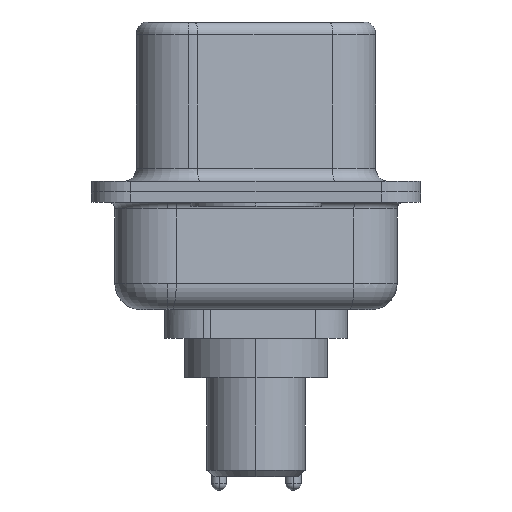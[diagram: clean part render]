
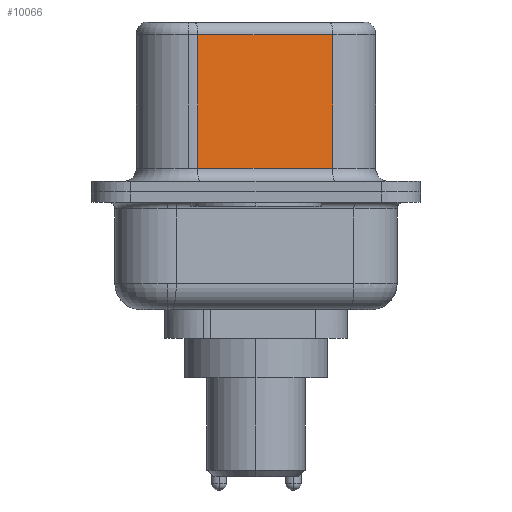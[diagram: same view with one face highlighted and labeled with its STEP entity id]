
A CAD part, left-side view. The second image highlights one B-rep face of the part: STEP entity #10066.
In plain terms, the highlighted planar face has unit normal (-0.985, -0.174, 0).
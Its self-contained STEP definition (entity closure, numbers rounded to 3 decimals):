
#1517 = VECTOR ( 'NONE', #1631, 1000. ) ;
#1631 = DIRECTION ( 'NONE',  ( 0.174, -0.985, 0. ) ) ;
#1816 = CARTESIAN_POINT ( 'NONE',  ( 3.675, 2.233, 0.9 ) ) ;
#2151 = CARTESIAN_POINT ( 'NONE',  ( 4.585, -2.927, 0.9 ) ) ;
#2287 = EDGE_CURVE ( 'NONE', #4609, #7863, #3224, .T. ) ;
#2325 = VECTOR ( 'NONE', #13033, 1000. ) ;
#2831 = FACE_OUTER_BOUND ( 'NONE', #12289, .T. ) ;
#2922 = ORIENTED_EDGE ( 'NONE', *, *, #9477, .T. ) ;
#3224 = LINE ( 'NONE', #14395, #5262 ) ;
#3501 = DIRECTION ( 'NONE',  ( 0.985, 0.174, 0. ) ) ;
#3811 = PLANE ( 'NONE',  #13426 ) ;
#4298 = EDGE_CURVE ( 'NONE', #4609, #12323, #10693, .T. ) ;
#4609 = VERTEX_POINT ( 'NONE', #5193 ) ;
#5193 = CARTESIAN_POINT ( 'NONE',  ( 4.585, -2.927, 6.02 ) ) ;
#5262 = VECTOR ( 'NONE', #11174, 1000. ) ;
#5280 = DIRECTION ( 'NONE',  ( -0.174, 0.985, 0. ) ) ;
#6189 = ORIENTED_EDGE ( 'NONE', *, *, #2287, .T. ) ;
#6203 = ORIENTED_EDGE ( 'NONE', *, *, #7528, .T. ) ;
#7528 = EDGE_CURVE ( 'NONE', #7863, #8110, #8637, .T. ) ;
#7604 = VECTOR ( 'NONE', #8354, 1000. ) ;
#7863 = VERTEX_POINT ( 'NONE', #13926 ) ;
#8110 = VERTEX_POINT ( 'NONE', #1816 ) ;
#8354 = DIRECTION ( 'NONE',  ( 0., 0., -1. ) ) ;
#8637 = LINE ( 'NONE', #12908, #2325 ) ;
#8859 = CARTESIAN_POINT ( 'NONE',  ( 4.585, -2.927, 6.52 ) ) ;
#8936 = CARTESIAN_POINT ( 'NONE',  ( 4.585, -2.927, 6.52 ) ) ;
#9418 = CARTESIAN_POINT ( 'NONE',  ( 4.585, -2.927, 0.9 ) ) ;
#9477 = EDGE_CURVE ( 'NONE', #8110, #12323, #13706, .T. ) ;
#10066 = ADVANCED_FACE ( 'NONE', ( #2831 ), #3811, .F. ) ;
#10693 = LINE ( 'NONE', #8936, #7604 ) ;
#11174 = DIRECTION ( 'NONE',  ( -0.174, 0.985, 0. ) ) ;
#11971 = ORIENTED_EDGE ( 'NONE', *, *, #4298, .F. ) ;
#12289 = EDGE_LOOP ( 'NONE', ( #11971, #6189, #6203, #2922 ) ) ;
#12323 = VERTEX_POINT ( 'NONE', #9418 ) ;
#12908 = CARTESIAN_POINT ( 'NONE',  ( 3.675, 2.233, 6.52 ) ) ;
#13033 = DIRECTION ( 'NONE',  ( 0., 0., -1. ) ) ;
#13426 = AXIS2_PLACEMENT_3D ( 'NONE', #8859, #3501, #5280 ) ;
#13706 = LINE ( 'NONE', #2151, #1517 ) ;
#13926 = CARTESIAN_POINT ( 'NONE',  ( 3.675, 2.233, 6.02 ) ) ;
#14395 = CARTESIAN_POINT ( 'NONE',  ( 4.585, -2.927, 6.02 ) ) ;
